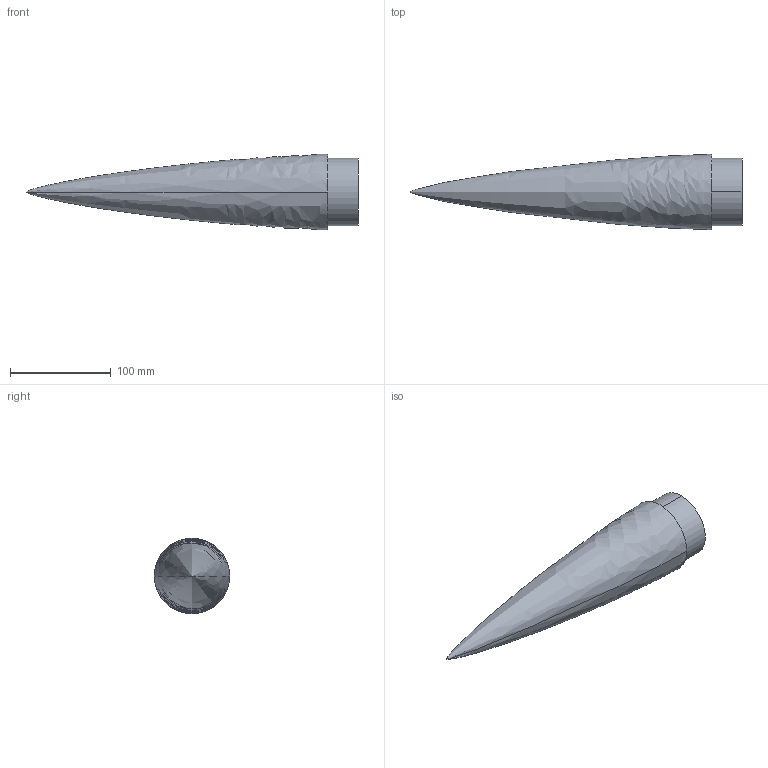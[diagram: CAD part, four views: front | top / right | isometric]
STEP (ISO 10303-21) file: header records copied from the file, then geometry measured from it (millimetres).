
FILE_DESCRIPTION (( 'STEP AP214' ), '1' );
FILE_NAME ('Nose_Cone_With_Shoulder_Parametric.STEP', '2024-03-05T02:44:45', ( '' ), ( '' ), 'SwSTEP 2.0', 'SolidWorks 2023', '' );
FILE_SCHEMA (( 'AUTOMOTIVE_DESIGN' ));
Length unit declared in the file: millimetre
Products named in the file (1): Nose_Cone_With_Shoulder_Parametric
Bounding box: 330 x 75 x 75 mm (x, y, z)
Volume: 196985 mm3; surface area: 99276.5 mm2
Topology: 1 solids, 1 shells, 11 faces, 24 edges, 14 vertices
Faces by surface type: bspline 4, cylinder 4, plane 3
Entity records: 1013 total; most frequent: CARTESIAN_POINT 778, DIRECTION 44, ORIENTED_EDGE 40, EDGE_CURVE 20, AXIS2_PLACEMENT_3D 20, VERTEX_POINT 14, EDGE_LOOP 14, CIRCLE 12
